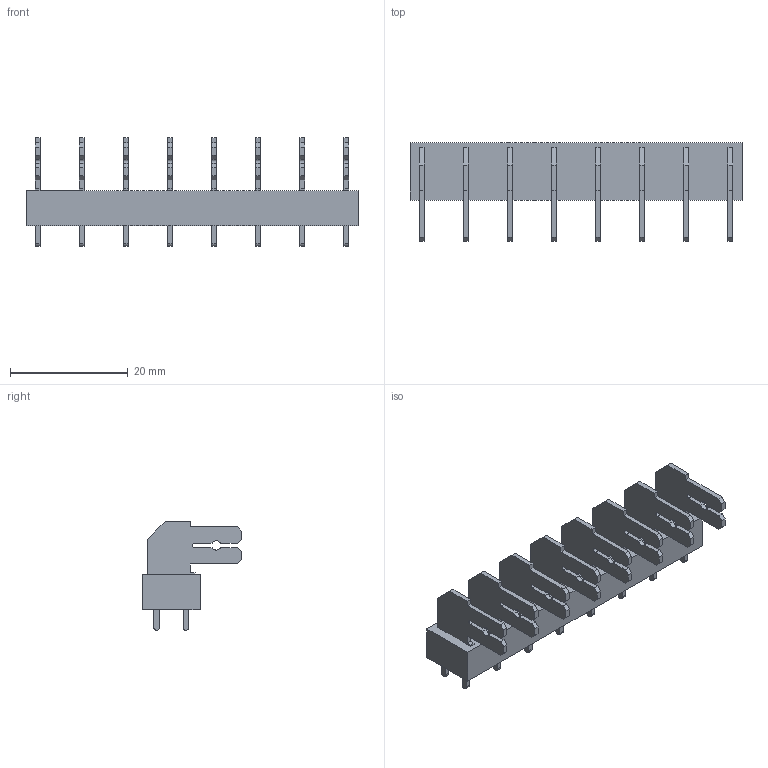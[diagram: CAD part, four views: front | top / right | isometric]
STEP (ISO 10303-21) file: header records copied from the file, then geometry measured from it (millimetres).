
FILE_DESCRIPTION(('CATIA V5 STEP','CAx-IF Rec.Pracs.--- Model Styling and Organization---1.2---2011-12-15'),'2;1');
FILE_NAME ('D1464943_0_9511650000_9511650000.stp','2018-09-01T07:21:32+00:00',('none'),('Weidmueller'),'CATIA Version 5-6 Release 2014','CATIA V5 STEP AP214','none');
FILE_SCHEMA(('AUTOMOTIVE_DESIGN { 1 0 10303 214 1 1 1 1 }'));
Length unit declared in the file: millimetre
Products named in the file (1): 9511650000
Bounding box: 56.5 x 16.85 x 18.5 mm (x, y, z)
Volume: 4060.3 mm3; surface area: 4916 mm2
Topology: 9 solids, 9 shells, 334 faces, 948 edges, 632 vertices
Faces by surface type: plane 294, cylinder 40
Entity records: 9372 total; most frequent: ORIENTED_EDGE 1896, CARTESIAN_POINT 1650, DIRECTION 1086, EDGE_CURVE 948, VECTOR 868, LINE 868, VERTEX_POINT 632, EDGE_LOOP 366
